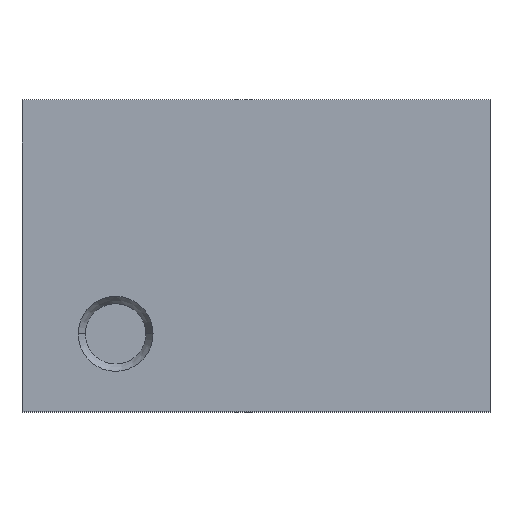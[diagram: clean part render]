
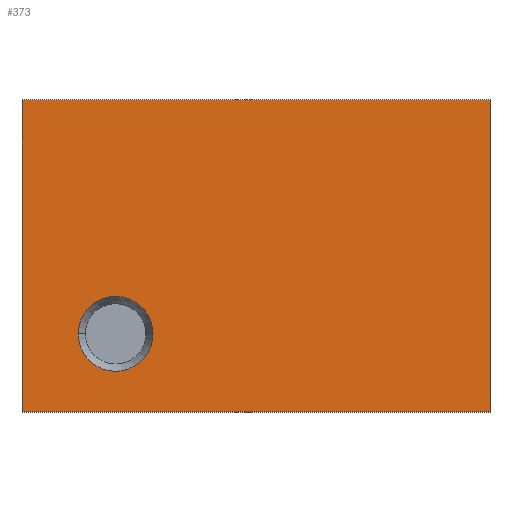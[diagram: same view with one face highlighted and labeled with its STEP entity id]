
A CAD part, top view. The second image highlights one B-rep face of the part: STEP entity #373.
In plain terms, the highlighted planar face has unit normal (0, 0, 1).
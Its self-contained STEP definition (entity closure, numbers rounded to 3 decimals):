
#11 = CARTESIAN_POINT ( 'NONE',  ( -0.75, 0.5, 0.51 ) ) ;
#126 = LINE ( 'NONE', #279, #605 ) ;
#144 = CIRCLE ( 'NONE', #483, 0.12 ) ;
#190 = ORIENTED_EDGE ( 'NONE', *, *, #1580, .T. ) ;
#211 = ORIENTED_EDGE ( 'NONE', *, *, #1011, .T. ) ;
#215 = CARTESIAN_POINT ( 'NONE',  ( -0.45, -0.25, 0.51 ) ) ;
#279 = CARTESIAN_POINT ( 'NONE',  ( -0.75, 0.5, 0.51 ) ) ;
#294 = ORIENTED_EDGE ( 'NONE', *, *, #1104, .F. ) ;
#373 = ADVANCED_FACE ( 'NONE', ( #758, #878 ), #524, .T. ) ;
#452 = DIRECTION ( 'NONE',  ( 0., 0., 1. ) ) ;
#460 = AXIS2_PLACEMENT_3D ( 'NONE', #706, #1108, #1553 ) ;
#461 = CARTESIAN_POINT ( 'NONE',  ( 0.75, 0.5, 0.51 ) ) ;
#483 = AXIS2_PLACEMENT_3D ( 'NONE', #215, #1398, #781 ) ;
#503 = EDGE_LOOP ( 'NONE', ( #1089, #294 ) ) ;
#524 = PLANE ( 'NONE',  #460 ) ;
#552 = CARTESIAN_POINT ( 'NONE',  ( -0.57, -0.25, 0.51 ) ) ;
#557 = AXIS2_PLACEMENT_3D ( 'NONE', #1674, #452, #697 ) ;
#605 = VECTOR ( 'NONE', #847, 1000. ) ;
#644 = VERTEX_POINT ( 'NONE', #744 ) ;
#697 = DIRECTION ( 'NONE',  ( 1., 0., 0. ) ) ;
#705 = VERTEX_POINT ( 'NONE', #552 ) ;
#706 = CARTESIAN_POINT ( 'NONE',  ( -0.75, -0.5, 0.51 ) ) ;
#732 = CARTESIAN_POINT ( 'NONE',  ( -0.75, 0.5, 0.51 ) ) ;
#744 = CARTESIAN_POINT ( 'NONE',  ( -0.75, -0.5, 0.51 ) ) ;
#752 = LINE ( 'NONE', #461, #765 ) ;
#758 = FACE_BOUND ( 'NONE', #503, .T. ) ;
#765 = VECTOR ( 'NONE', #812, 1000. ) ;
#781 = DIRECTION ( 'NONE',  ( 1., 0., 0. ) ) ;
#788 = VERTEX_POINT ( 'NONE', #1371 ) ;
#802 = CARTESIAN_POINT ( 'NONE',  ( -0.75, -0.5, 0.51 ) ) ;
#812 = DIRECTION ( 'NONE',  ( 0., 1., 0. ) ) ;
#845 = DIRECTION ( 'NONE',  ( 1., 0., 0. ) ) ;
#847 = DIRECTION ( 'NONE',  ( -1., 0., 0. ) ) ;
#878 = FACE_OUTER_BOUND ( 'NONE', #1685, .T. ) ;
#918 = EDGE_CURVE ( 'NONE', #644, #1124, #1106, .T. ) ;
#932 = VERTEX_POINT ( 'NONE', #732 ) ;
#954 = DIRECTION ( 'NONE',  ( 0., -1., 0. ) ) ;
#1011 = EDGE_CURVE ( 'NONE', #932, #644, #1275, .T. ) ;
#1026 = VECTOR ( 'NONE', #954, 1000. ) ;
#1089 = ORIENTED_EDGE ( 'NONE', *, *, #1433, .F. ) ;
#1097 = CARTESIAN_POINT ( 'NONE',  ( -0.33, -0.25, 0.51 ) ) ;
#1104 = EDGE_CURVE ( 'NONE', #705, #1365, #1417, .T. ) ;
#1106 = LINE ( 'NONE', #802, #1550 ) ;
#1108 = DIRECTION ( 'NONE',  ( 0., 0., 1. ) ) ;
#1124 = VERTEX_POINT ( 'NONE', #1127 ) ;
#1127 = CARTESIAN_POINT ( 'NONE',  ( 0.75, -0.5, 0.51 ) ) ;
#1186 = ORIENTED_EDGE ( 'NONE', *, *, #918, .T. ) ;
#1275 = LINE ( 'NONE', #11, #1026 ) ;
#1365 = VERTEX_POINT ( 'NONE', #1097 ) ;
#1371 = CARTESIAN_POINT ( 'NONE',  ( 0.75, 0.5, 0.51 ) ) ;
#1398 = DIRECTION ( 'NONE',  ( 0., 0., 1. ) ) ;
#1417 = CIRCLE ( 'NONE', #557, 0.12 ) ;
#1433 = EDGE_CURVE ( 'NONE', #1365, #705, #144, .T. ) ;
#1493 = EDGE_CURVE ( 'NONE', #788, #932, #126, .T. ) ;
#1550 = VECTOR ( 'NONE', #845, 1000. ) ;
#1553 = DIRECTION ( 'NONE',  ( 1., 0., 0. ) ) ;
#1561 = ORIENTED_EDGE ( 'NONE', *, *, #1493, .T. ) ;
#1580 = EDGE_CURVE ( 'NONE', #1124, #788, #752, .T. ) ;
#1674 = CARTESIAN_POINT ( 'NONE',  ( -0.45, -0.25, 0.51 ) ) ;
#1685 = EDGE_LOOP ( 'NONE', ( #211, #1186, #190, #1561 ) ) ;
